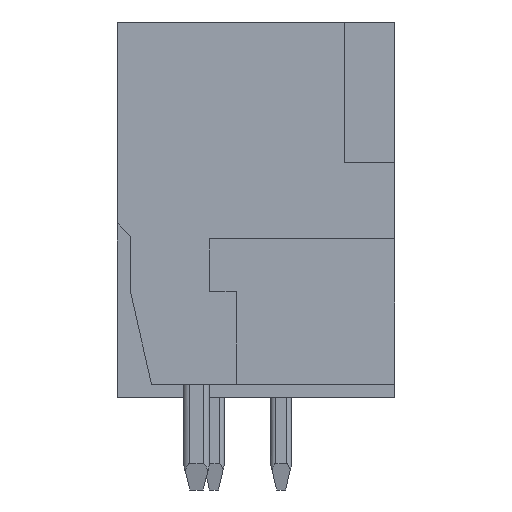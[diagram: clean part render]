
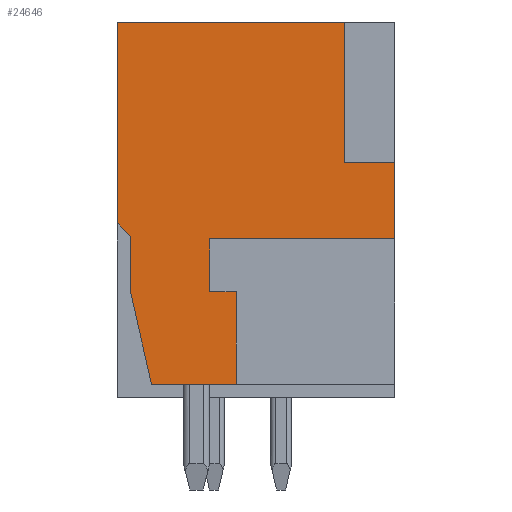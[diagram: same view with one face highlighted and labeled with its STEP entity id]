
A CAD part, front view. The second image highlights one B-rep face of the part: STEP entity #24646.
In plain terms, the highlighted planar face has unit normal (0, -1, 0).
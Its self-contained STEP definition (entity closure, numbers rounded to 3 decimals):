
#19=DIRECTION('',(1.,0.,0.));
#20=VECTOR('',#19,7.);
#21=CARTESIAN_POINT('',(-1.75,-50.77,-1.1));
#22=LINE('',#21,#20);
#546=DIRECTION('',(0.223,0.,-0.975));
#547=VECTOR('',#546,3.59);
#548=CARTESIAN_POINT('',(-4.75,-50.77,-3.1));
#549=LINE('',#548,#547);
#550=DIRECTION('',(0.,0.,1.));
#551=VECTOR('',#550,2.1);
#552=CARTESIAN_POINT('',(-4.75,-50.77,-3.1));
#553=LINE('',#552,#551);
#554=DIRECTION('',(0.707,0.,-0.707));
#555=VECTOR('',#554,0.707);
#556=CARTESIAN_POINT('',(-5.25,-50.77,-0.5));
#557=LINE('',#556,#555);
#558=DIRECTION('',(0.,0.,-1.));
#559=VECTOR('',#558,7.6);
#560=CARTESIAN_POINT('',(-5.25,-50.77,7.1));
#561=LINE('',#560,#559);
#562=DIRECTION('',(-1.,0.,0.));
#563=VECTOR('',#562,8.6);
#564=CARTESIAN_POINT('',(3.35,-50.77,7.1));
#565=LINE('',#564,#563);
#566=DIRECTION('',(0.,0.,-1.));
#567=VECTOR('',#566,5.3);
#568=CARTESIAN_POINT('',(3.35,-50.77,7.1));
#569=LINE('',#568,#567);
#570=DIRECTION('',(-1.,0.,0.));
#571=VECTOR('',#570,1.9);
#572=CARTESIAN_POINT('',(5.25,-50.77,1.8));
#573=LINE('',#572,#571);
#574=DIRECTION('',(0.,0.,1.));
#575=VECTOR('',#574,2.9);
#576=CARTESIAN_POINT('',(5.25,-50.77,-1.1));
#577=LINE('',#576,#575);
#578=DIRECTION('',(0.,0.,-1.));
#579=VECTOR('',#578,2.);
#580=CARTESIAN_POINT('',(-1.75,-50.77,-1.1));
#581=LINE('',#580,#579);
#582=DIRECTION('',(1.,0.,0.));
#583=VECTOR('',#582,1.);
#584=CARTESIAN_POINT('',(-1.75,-50.77,-3.1));
#585=LINE('',#584,#583);
#586=DIRECTION('',(0.,0.,1.));
#587=VECTOR('',#586,3.5);
#588=CARTESIAN_POINT('',(-0.75,-50.77,-6.6));
#589=LINE('',#588,#587);
#590=DIRECTION('',(1.,0.,0.));
#591=VECTOR('',#590,3.2);
#592=CARTESIAN_POINT('',(-3.95,-50.77,-6.6));
#593=LINE('',#592,#591);
#19223=CARTESIAN_POINT('',(-5.25,-50.77,7.1));
#19225=VERTEX_POINT('',#19223);
#19253=CARTESIAN_POINT('',(3.35,-50.77,7.1));
#19254=VERTEX_POINT('',#19253);
#19255=CARTESIAN_POINT('',(5.25,-50.77,1.8));
#19257=VERTEX_POINT('',#19255);
#19265=CARTESIAN_POINT('',(3.35,-50.77,1.8));
#19266=VERTEX_POINT('',#19265);
#19305=CARTESIAN_POINT('',(5.25,-50.77,-1.1));
#19306=VERTEX_POINT('',#19305);
#19311=CARTESIAN_POINT('',(-1.75,-50.77,-3.1));
#19312=CARTESIAN_POINT('',(-0.75,-50.77,-3.1));
#19313=VERTEX_POINT('',#19311);
#19314=VERTEX_POINT('',#19312);
#19317=CARTESIAN_POINT('',(-0.75,-50.77,-6.6));
#19318=VERTEX_POINT('',#19317);
#19319=CARTESIAN_POINT('',(-1.75,-50.77,-1.1));
#19320=VERTEX_POINT('',#19319);
#19323=CARTESIAN_POINT('',(-5.25,-50.77,-0.5));
#19324=CARTESIAN_POINT('',(-4.75,-50.77,-1.));
#19325=VERTEX_POINT('',#19323);
#19326=VERTEX_POINT('',#19324);
#19339=CARTESIAN_POINT('',(-4.75,-50.77,-3.1));
#19340=CARTESIAN_POINT('',(-3.95,-50.77,-6.6));
#19341=VERTEX_POINT('',#19339);
#19342=VERTEX_POINT('',#19340);
#24618=CARTESIAN_POINT('',(0.,-50.77,0.));
#24619=DIRECTION('',(0.,-1.,0.));
#24620=DIRECTION('',(1.,0.,0.));
#24621=AXIS2_PLACEMENT_3D('',#24618,#24619,#24620);
#24622=PLANE('',#24621);
#24624=ORIENTED_EDGE('',*,*,#24623,.F.);
#24626=ORIENTED_EDGE('',*,*,#24625,.T.);
#24628=ORIENTED_EDGE('',*,*,#24627,.F.);
#24630=ORIENTED_EDGE('',*,*,#24629,.F.);
#24632=ORIENTED_EDGE('',*,*,#24631,.F.);
#24634=ORIENTED_EDGE('',*,*,#24633,.T.);
#24636=ORIENTED_EDGE('',*,*,#24635,.F.);
#24638=ORIENTED_EDGE('',*,*,#24637,.F.);
#24639=ORIENTED_EDGE('',*,*,#23990,.F.);
#24640=ORIENTED_EDGE('',*,*,#24019,.T.);
#24641=ORIENTED_EDGE('',*,*,#24613,.T.);
#24642=ORIENTED_EDGE('',*,*,#24600,.F.);
#24643=ORIENTED_EDGE('',*,*,#24182,.F.);
#24644=EDGE_LOOP('',(#24624,#24626,#24628,#24630,#24632,#24634,#24636,#24638,
#24639,#24640,#24641,#24642,#24643));
#24645=FACE_OUTER_BOUND('',#24644,.F.);
#24646=ADVANCED_FACE('',(#24645),#24622,.T.);
#23990=EDGE_CURVE('',#19320,#19306,#22,.T.);
#24019=EDGE_CURVE('',#19320,#19313,#581,.T.);
#24182=EDGE_CURVE('',#19342,#19318,#593,.T.);
#24600=EDGE_CURVE('',#19318,#19314,#589,.T.);
#24613=EDGE_CURVE('',#19313,#19314,#585,.T.);
#24623=EDGE_CURVE('',#19341,#19342,#549,.T.);
#24625=EDGE_CURVE('',#19341,#19326,#553,.T.);
#24627=EDGE_CURVE('',#19325,#19326,#557,.T.);
#24629=EDGE_CURVE('',#19225,#19325,#561,.T.);
#24631=EDGE_CURVE('',#19254,#19225,#565,.T.);
#24633=EDGE_CURVE('',#19254,#19266,#569,.T.);
#24635=EDGE_CURVE('',#19257,#19266,#573,.T.);
#24637=EDGE_CURVE('',#19306,#19257,#577,.T.);
